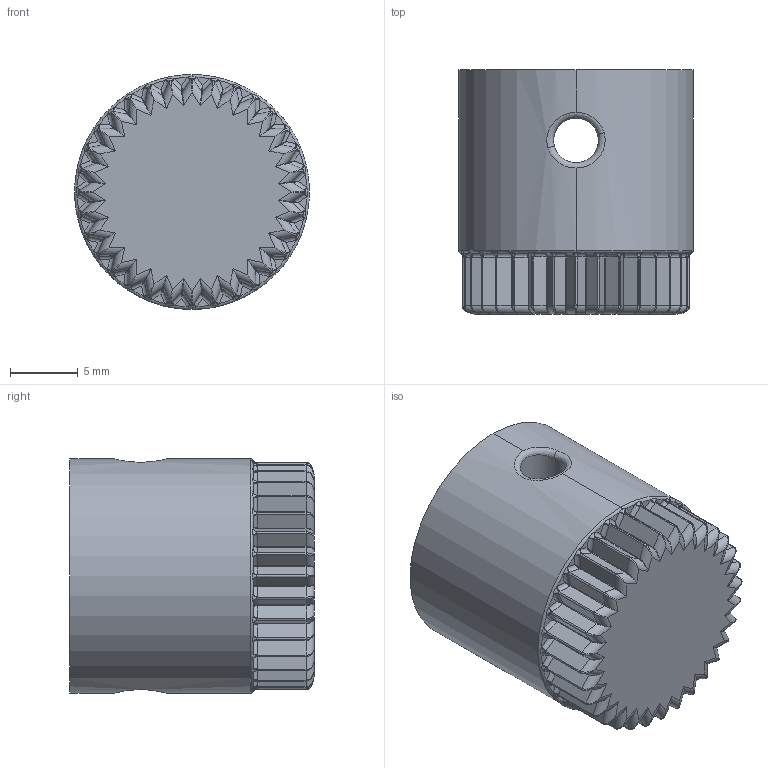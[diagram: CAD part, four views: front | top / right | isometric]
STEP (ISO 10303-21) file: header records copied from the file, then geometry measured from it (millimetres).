
FILE_DESCRIPTION (( 'STEP AP214' ), '1' );
FILE_NAME ('Abus_Adapter_für_NUKi_Ultra.STEP', '2026-01-18T21:24:12', ( '' ), ( '' ), 'SwSTEP 2.0', 'SolidWorks 2024', '' );
FILE_SCHEMA (( 'AUTOMOTIVE_DESIGN' ));
Length unit declared in the file: millimetre
Products named in the file (1): Abus_Adapter_für_NUKi_Ultra
Bounding box: 17.3 x 18 x 17.3 mm (x, y, z)
Volume: 2804.8 mm3; surface area: 2037.7 mm2
Topology: 1 solids, 1 shells, 522 faces, 1247 edges, 628 vertices
Faces by surface type: cylinder 221, bspline 200, plane 99, torus 2
Entity records: 19029 total; most frequent: CARTESIAN_POINT 9354, ORIENTED_EDGE 2302, DIRECTION 1673, EDGE_CURVE 1151, AXIS2_PLACEMENT_3D 628, VERTEX_POINT 628, EDGE_LOOP 523, FACE_OUTER_BOUND 522
